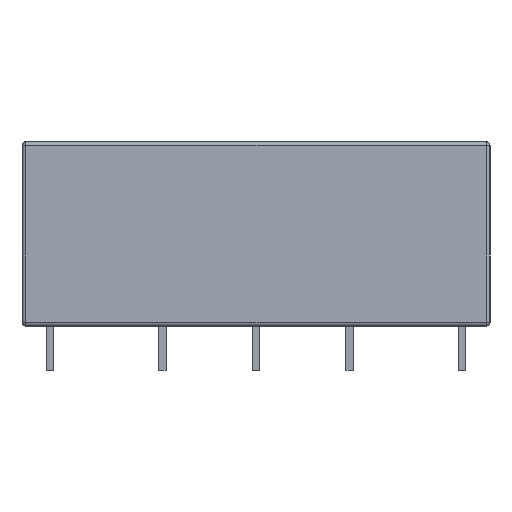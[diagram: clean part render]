
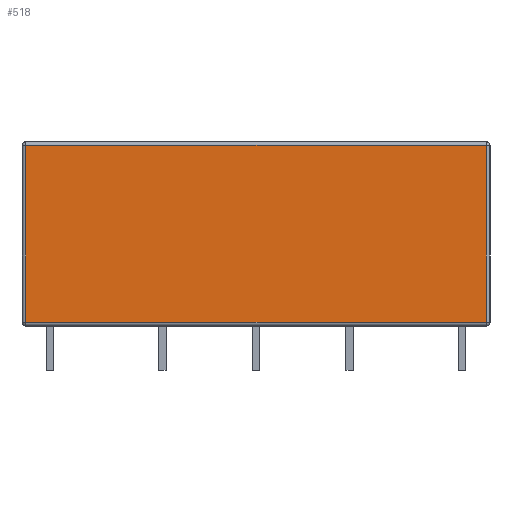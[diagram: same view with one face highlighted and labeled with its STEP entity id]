
A CAD part, left-side view. The second image highlights one B-rep face of the part: STEP entity #518.
In plain terms, the highlighted planar face has unit normal (-1, 0, 0).
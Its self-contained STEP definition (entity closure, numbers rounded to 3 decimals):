
#518 = ADVANCED_FACE( '', ( #1072 ), #1073, .F. );
#1072 = FACE_OUTER_BOUND( '', #1678, .T. );
#1073 = PLANE( '', #1679 );
#1678 = EDGE_LOOP( '', ( #3422, #3423, #3424, #3425 ) );
#1679 = AXIS2_PLACEMENT_3D( '', #3426, #3427, #3428 );
#3422 = ORIENTED_EDGE( '', *, *, #4048, .T. );
#3423 = ORIENTED_EDGE( '', *, *, #4247, .T. );
#3424 = ORIENTED_EDGE( '', *, *, #4222, .T. );
#3425 = ORIENTED_EDGE( '', *, *, #4299, .T. );
#3426 = CARTESIAN_POINT( '', ( -44.5, 31.75, 12.5 ) );
#3427 = DIRECTION( '', ( 1., 0., 0. ) );
#3428 = DIRECTION( '', ( 0., 0., -1. ) );
#4048 = EDGE_CURVE( '', #4783, #4835, #4837, .F. );
#4222 = EDGE_CURVE( '', #4808, #4761, #5079, .T. );
#4247 = EDGE_CURVE( '', #4835, #4808, #5110, .T. );
#4299 = EDGE_CURVE( '', #4761, #4783, #5177, .F. );
#4761 = VERTEX_POINT( '', #6164 );
#4783 = VERTEX_POINT( '', #6198 );
#4808 = VERTEX_POINT( '', #6259 );
#4835 = VERTEX_POINT( '', #6321 );
#4837 = LINE( '', #6323, #6324 );
#5079 = LINE( '', #6992, #6993 );
#5110 = LINE( '', #7071, #7072 );
#5177 = LINE( '', #7209, #7210 );
#6164 = CARTESIAN_POINT( '', ( -44.5, -31.25, -12. ) );
#6198 = CARTESIAN_POINT( '', ( -44.5, -31.25, 12. ) );
#6259 = CARTESIAN_POINT( '', ( -44.5, 31.25, -12. ) );
#6321 = CARTESIAN_POINT( '', ( -44.5, 31.25, 12. ) );
#6323 = CARTESIAN_POINT( '', ( -44.5, 31.75, 12. ) );
#6324 = VECTOR( '', #7731, 1000. );
#6992 = CARTESIAN_POINT( '', ( -44.5, 31.75, -12. ) );
#6993 = VECTOR( '', #7815, 1000. );
#7071 = CARTESIAN_POINT( '', ( -44.5, 31.25, 12.5 ) );
#7072 = VECTOR( '', #7825, 1000. );
#7209 = CARTESIAN_POINT( '', ( -44.5, -31.25, 12.5 ) );
#7210 = VECTOR( '', #7841, 1000. );
#7731 = DIRECTION( '', ( 0., -1., 0. ) );
#7815 = DIRECTION( '', ( 0., -1., 0. ) );
#7825 = DIRECTION( '', ( 0., 0., -1. ) );
#7841 = DIRECTION( '', ( 0., 0., -1. ) );
